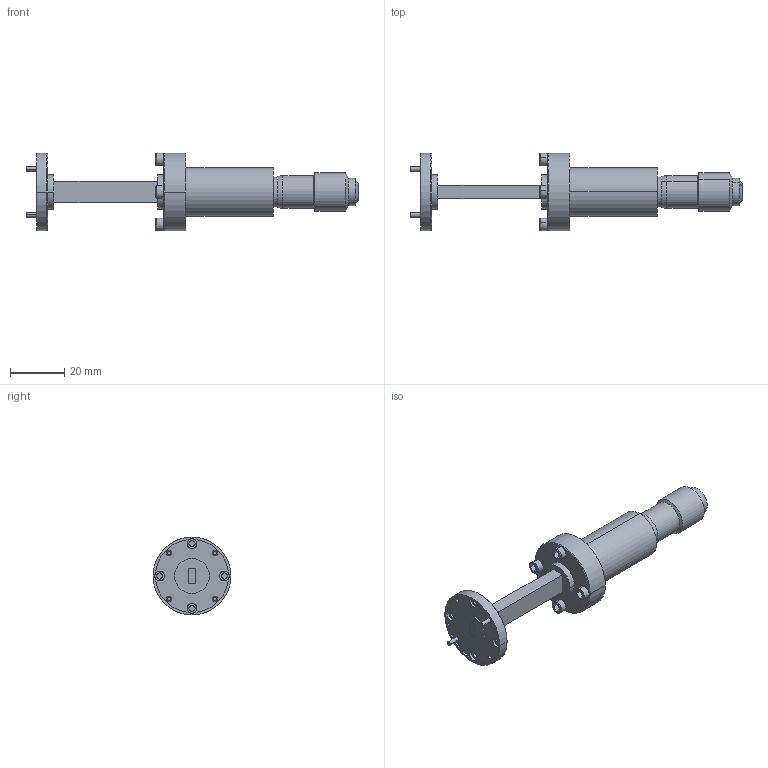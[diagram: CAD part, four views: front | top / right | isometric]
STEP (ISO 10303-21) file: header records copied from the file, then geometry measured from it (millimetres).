
FILE_DESCRIPTION (( 'STEP AP214' ), '1' );
FILE_NAME ('WL-QT-A.STEP', '2023-01-23T21:30:15', ( '' ), ( '' ), 'SwSTEP 2.0', 'SolidWorks 2021', '' );
FILE_SCHEMA (( 'AUTOMOTIVE_DESIGN' ));
Length unit declared in the file: inch
Products named in the file (1): WL-QT-A
Bounding box: 121.96 x 28.57 x 28.57 mm (x, y, z)
Volume: 21156.2 mm3; surface area: 9964.5 mm2
Topology: 9 solids, 9 shells, 322 faces, 724 edges, 448 vertices
Faces by surface type: cylinder 156, plane 90, cone 68, torus 8
Entity records: 9220 total; most frequent: DIRECTION 1714, CARTESIAN_POINT 1567, ORIENTED_EDGE 1448, EDGE_CURVE 724, AXIS2_PLACEMENT_3D 691, VERTEX_POINT 448, EDGE_LOOP 394, CIRCLE 368
